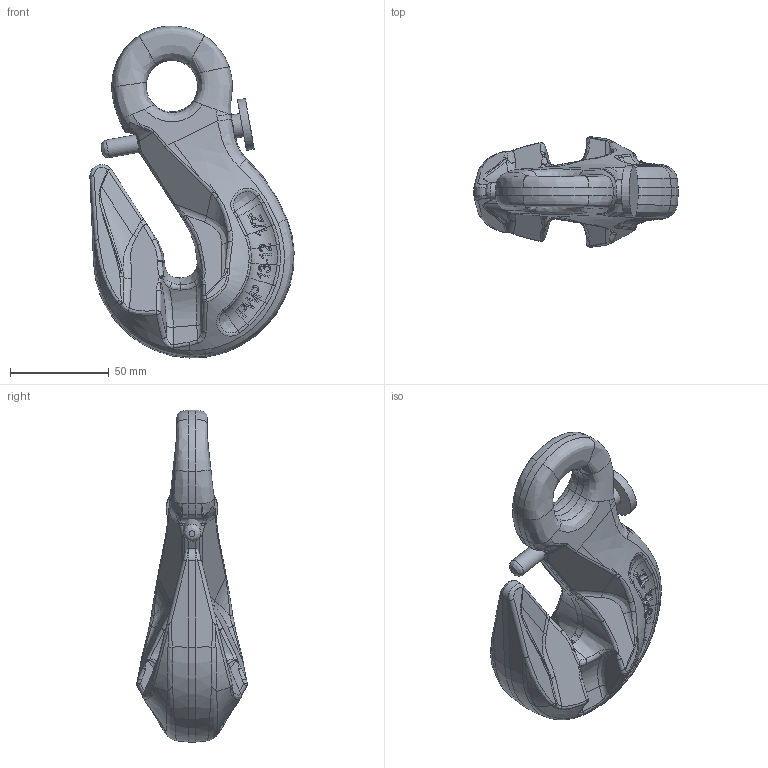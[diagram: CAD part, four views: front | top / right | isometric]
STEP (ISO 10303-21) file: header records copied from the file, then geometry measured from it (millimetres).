
FILE_DESCRIPTION(/* description */ (''),/* implementation_level */ '2;1');
FILE_NAME(/* name */ 'pewag_PSWP_13.stp',/* time_stamp */ '2022-07-25T13:36:16+02:00',/* author */ (''),/* organization */ (''),/* preprocessor_version */ 'ST-DEVELOPER v16',/* originating_system */ 'SIEMENS PLM Software NX 11.0',/* authorisation */ '');
FILE_SCHEMA (('AUTOMOTIVE_DESIGN { 1 0 10303 214 3 1 1 1 }'));
Products named in the file (1): baf2CDCD1B4kfhn
Bounding box: 103.32 x 55.95 x 167.93 mm (x, y, z)
Volume: 273875.4 mm3; surface area: 43590.2 mm2
Topology: 33 solids, 33 shells, 671 faces, 1672 edges, 1054 vertices
Faces by surface type: plane 219, bspline 201, extrusion 99, torus 61, cylinder 59, cone 20, sphere 12
Full cylindrical faces by diameter (mm): 6 x1, 9 x1, 12 x1, 26 x1
Entity records: 38929 total; most frequent: CARTESIAN_POINT 25589, ORIENTED_EDGE 3268, DIRECTION 1682, EDGE_CURVE 1634, B_SPLINE_CURVE_WITH_KNOTS 1135, VERTEX_POINT 1040, EDGE_LOOP 702, ADVANCED_FACE 671
